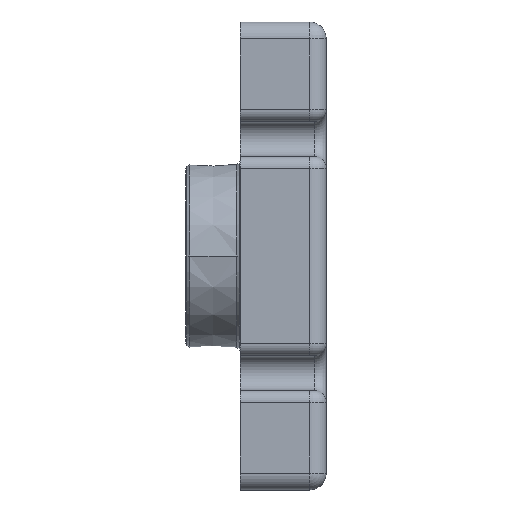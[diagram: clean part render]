
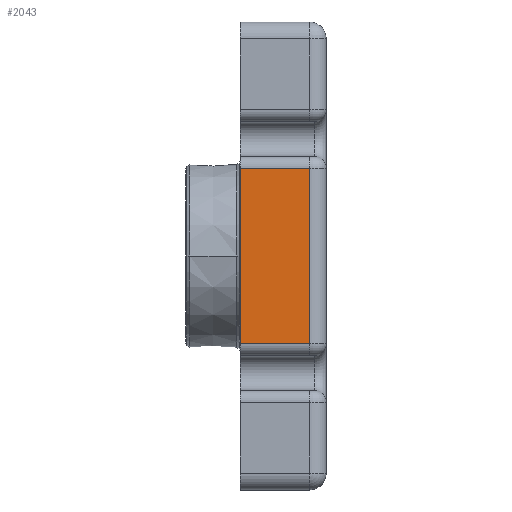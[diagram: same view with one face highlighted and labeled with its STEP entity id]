
A CAD part, left-side view. The second image highlights one B-rep face of the part: STEP entity #2043.
In plain terms, the highlighted planar face has unit normal (-1, 0, 0).
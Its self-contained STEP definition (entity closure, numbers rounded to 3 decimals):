
#382 = PLANE ( 'NONE',  #895 ) ;
#451 = ORIENTED_EDGE ( 'NONE', *, *, #1963, .T. ) ;
#507 = LINE ( 'NONE', #1277, #928 ) ;
#844 = ORIENTED_EDGE ( 'NONE', *, *, #1645, .F. ) ;
#895 = AXIS2_PLACEMENT_3D ( 'NONE', #3414, #4183, #2761 ) ;
#928 = VECTOR ( 'NONE', #2327, 1000. ) ;
#953 = LINE ( 'NONE', #1006, #3066 ) ;
#1006 = CARTESIAN_POINT ( 'NONE',  ( -30., -4.425, -11.25 ) ) ;
#1097 = EDGE_LOOP ( 'NONE', ( #451, #3460, #3682, #844 ) ) ;
#1131 = VERTEX_POINT ( 'NONE', #2953 ) ;
#1132 = VERTEX_POINT ( 'NONE', #1312 ) ;
#1277 = CARTESIAN_POINT ( 'NONE',  ( -30., 0., 27.85 ) ) ;
#1281 = CARTESIAN_POINT ( 'NONE',  ( -30., -8.85, 11.25 ) ) ;
#1312 = CARTESIAN_POINT ( 'NONE',  ( -30., -8.85, -11.25 ) ) ;
#1523 = VECTOR ( 'NONE', #2095, 1000. ) ;
#1645 = EDGE_CURVE ( 'NONE', #2304, #1132, #2522, .T. ) ;
#1846 = VECTOR ( 'NONE', #3935, 1000. ) ;
#1963 = EDGE_CURVE ( 'NONE', #2304, #1131, #2171, .T. ) ;
#2043 = ADVANCED_FACE ( 'NONE', ( #3877 ), #382, .T. ) ;
#2095 = DIRECTION ( 'NONE',  ( 0., 1., 0. ) ) ;
#2171 = LINE ( 'NONE', #4162, #1523 ) ;
#2304 = VERTEX_POINT ( 'NONE', #1281 ) ;
#2323 = DIRECTION ( 'NONE',  ( 0., 1., 0. ) ) ;
#2327 = DIRECTION ( 'NONE',  ( 0., 0., -1. ) ) ;
#2499 = CARTESIAN_POINT ( 'NONE',  ( -30., 0., -11.25 ) ) ;
#2507 = VERTEX_POINT ( 'NONE', #2499 ) ;
#2522 = LINE ( 'NONE', #3901, #1846 ) ;
#2761 = DIRECTION ( 'NONE',  ( 0., 0., -1. ) ) ;
#2953 = CARTESIAN_POINT ( 'NONE',  ( -30., 0., 11.25 ) ) ;
#3066 = VECTOR ( 'NONE', #2323, 1000. ) ;
#3078 = EDGE_CURVE ( 'NONE', #1131, #2507, #507, .T. ) ;
#3414 = CARTESIAN_POINT ( 'NONE',  ( -30., 0., -27.85 ) ) ;
#3460 = ORIENTED_EDGE ( 'NONE', *, *, #3078, .T. ) ;
#3649 = EDGE_CURVE ( 'NONE', #1132, #2507, #953, .T. ) ;
#3682 = ORIENTED_EDGE ( 'NONE', *, *, #3649, .F. ) ;
#3877 = FACE_OUTER_BOUND ( 'NONE', #1097, .T. ) ;
#3901 = CARTESIAN_POINT ( 'NONE',  ( -30., -8.85, 0. ) ) ;
#3935 = DIRECTION ( 'NONE',  ( 0., 0., -1. ) ) ;
#4162 = CARTESIAN_POINT ( 'NONE',  ( -30., -4.425, 11.25 ) ) ;
#4183 = DIRECTION ( 'NONE',  ( -1., 0., 0. ) ) ;
